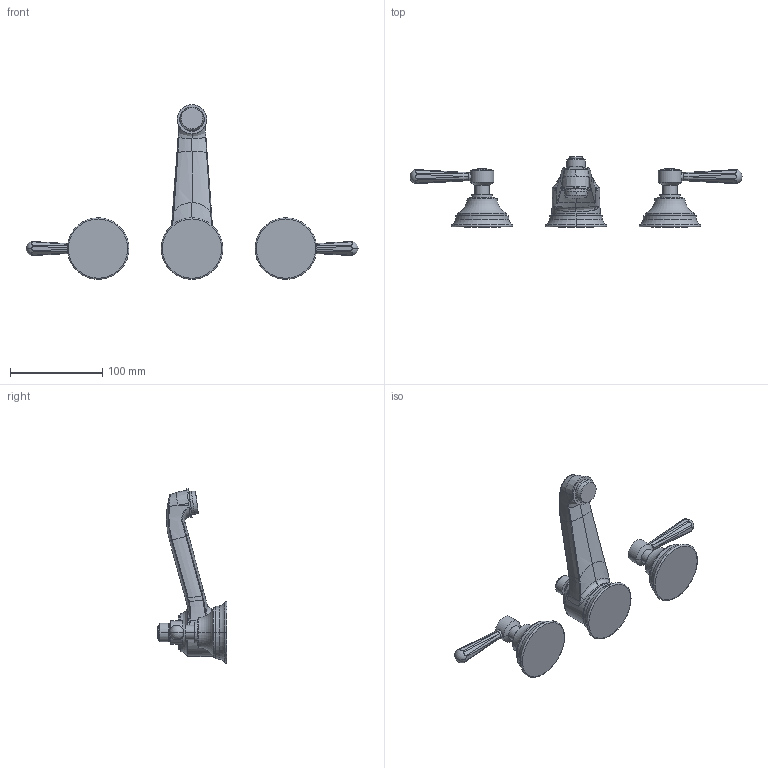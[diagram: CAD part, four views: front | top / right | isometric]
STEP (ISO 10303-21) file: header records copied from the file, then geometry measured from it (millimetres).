
FILE_DESCRIPTION((''),'2;1');
FILE_NAME('1660','2020-11-26T15:03:32',('jinson.thomas'),(''),'CREO PARAMETRIC BY PTC INC, 2018400','CREO PARAMETRIC BY PTC INC, 2018400','');
FILE_SCHEMA(('CONFIG_CONTROL_DESIGN'));
Length unit declared in the file: inch
Products named in the file (1): 1660
Bounding box: 359.38 x 75.73 x 189.13 mm (x, y, z)
Volume: 374990.7 mm3; surface area: 61080.5 mm2
Topology: 3 solids, 3 shells, 735 faces, 2039 edges, 1332 vertices
Faces by surface type: plane 319, cylinder 213, bspline 93, sphere 51, torus 39, extrusion 12, cone 8
Entity records: 30609 total; most frequent: CARTESIAN_POINT 12529, ORIENTED_EDGE 4038, DIRECTION 3567, EDGE_CURVE 2019, AXIS2_PLACEMENT_3D 1502, VERTEX_POINT 1332, CIRCLE 872, EDGE_LOOP 777
